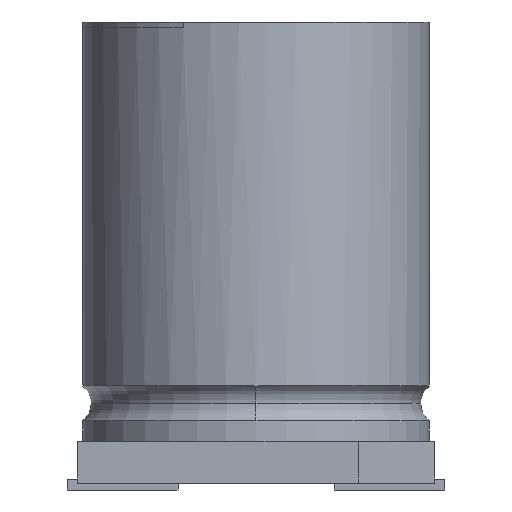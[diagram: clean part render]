
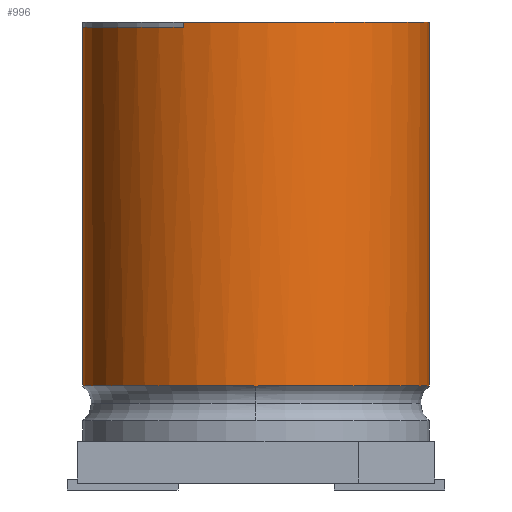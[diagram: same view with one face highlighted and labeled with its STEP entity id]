
A CAD part, front view. The second image highlights one B-rep face of the part: STEP entity #996.
In plain terms, the highlighted cylindrical face has radius 5 mm (diameter 10 mm), a partial arc.
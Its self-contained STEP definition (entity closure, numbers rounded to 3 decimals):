
#890 = VERTEX_POINT('',#891);
#891 = CARTESIAN_POINT('',(-5.,0.,3.05));
#898 = EDGE_CURVE('',#899,#890,#901,.T.);
#899 = VERTEX_POINT('',#900);
#900 = CARTESIAN_POINT('',(0.,-5.,3.05));
#901 = CIRCLE('',#902,5.);
#902 = AXIS2_PLACEMENT_3D('',#903,#904,#905);
#903 = CARTESIAN_POINT('',(0.,0.,3.05
    ));
#904 = DIRECTION('',(0.,0.,-1.));
#905 = DIRECTION('',(0.,-1.,0.));
#924 = EDGE_CURVE('',#925,#899,#927,.T.);
#925 = VERTEX_POINT('',#926);
#926 = CARTESIAN_POINT('',(5.,0.,3.05));
#927 = CIRCLE('',#928,5.);
#928 = AXIS2_PLACEMENT_3D('',#929,#930,#931);
#929 = CARTESIAN_POINT('',(0.,0.,3.05
    ));
#930 = DIRECTION('',(0.,0.,-1.));
#931 = DIRECTION('',(0.,-1.,0.));
#950 = EDGE_CURVE('',#951,#890,#953,.T.);
#951 = VERTEX_POINT('',#952);
#952 = CARTESIAN_POINT('',(-5.,0.,13.4));
#953 = LINE('',#954,#955);
#954 = CARTESIAN_POINT('',(-5.,0.,13.55));
#955 = VECTOR('',#956,1.);
#956 = DIRECTION('',(0.,0.,-1.));
#976 = VERTEX_POINT('',#977);
#977 = CARTESIAN_POINT('',(5.,0.,13.55));
#984 = EDGE_CURVE('',#976,#925,#985,.T.);
#985 = LINE('',#986,#987);
#986 = CARTESIAN_POINT('',(5.,0.,13.55));
#987 = VECTOR('',#988,1.);
#988 = DIRECTION('',(0.,0.,-1.));
#996 = ADVANCED_FACE('',(#997),#1027,.T.);
#997 = FACE_BOUND('',#998,.T.);
#998 = EDGE_LOOP('',(#999,#1008,#1009,#1010,#1011,#1012,#1021));
#999 = ORIENTED_EDGE('',*,*,#1000,.F.);
#1000 = EDGE_CURVE('',#951,#1001,#1003,.T.);
#1001 = VERTEX_POINT('',#1002);
#1002 = CARTESIAN_POINT('',(-2.1,-4.538,13.4));
#1003 = CIRCLE('',#1004,5.);
#1004 = AXIS2_PLACEMENT_3D('',#1005,#1006,#1007);
#1005 = CARTESIAN_POINT('',(0.,0.,
    13.4));
#1006 = DIRECTION('',(0.,0.,1.));
#1007 = DIRECTION('',(-1.,0.,0.));
#1008 = ORIENTED_EDGE('',*,*,#950,.T.);
#1009 = ORIENTED_EDGE('',*,*,#898,.F.);
#1010 = ORIENTED_EDGE('',*,*,#924,.F.);
#1011 = ORIENTED_EDGE('',*,*,#984,.F.);
#1012 = ORIENTED_EDGE('',*,*,#1013,.F.);
#1013 = EDGE_CURVE('',#1014,#976,#1016,.T.);
#1014 = VERTEX_POINT('',#1015);
#1015 = CARTESIAN_POINT('',(-2.1,-4.538,13.55));
#1016 = CIRCLE('',#1017,5.);
#1017 = AXIS2_PLACEMENT_3D('',#1018,#1019,#1020);
#1018 = CARTESIAN_POINT('',(0.,0.,
    13.55));
#1019 = DIRECTION('',(0.,0.,1.));
#1020 = DIRECTION('',(-1.,0.,0.));
#1021 = ORIENTED_EDGE('',*,*,#1022,.F.);
#1022 = EDGE_CURVE('',#1001,#1014,#1023,.T.);
#1023 = LINE('',#1024,#1025);
#1024 = CARTESIAN_POINT('',(-2.1,-4.538,13.4));
#1025 = VECTOR('',#1026,1.);
#1026 = DIRECTION('',(0.,0.,1.));
#1027 = CYLINDRICAL_SURFACE('',#1028,5.);
#1028 = AXIS2_PLACEMENT_3D('',#1029,#1030,#1031);
#1029 = CARTESIAN_POINT('',(0.,0.,
    13.55));
#1030 = DIRECTION('',(0.,0.,-1.));
#1031 = DIRECTION('',(1.,0.,0.));
